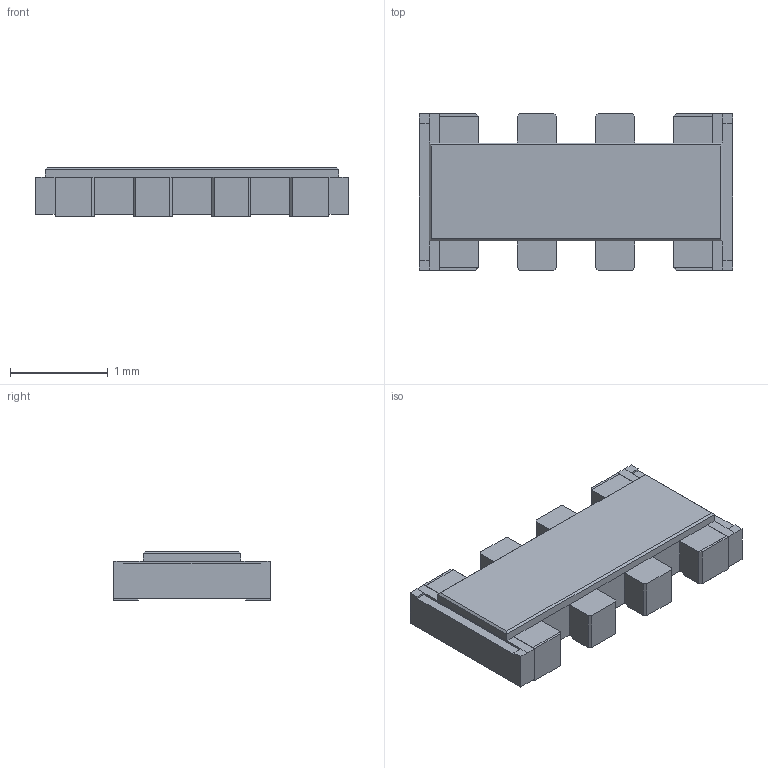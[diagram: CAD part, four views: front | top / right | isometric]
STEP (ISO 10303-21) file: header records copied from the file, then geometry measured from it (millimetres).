
FILE_DESCRIPTION(('for SolidWorks'),'2;1');
FILE_NAME('rescax-8_1.6x3.2x0.8.step' ,'2016-05-06T13:38:32',('Alex'),(''),'Open CASCADE STEP processor 6.6' ,'DipTrace','Unknown');
FILE_SCHEMA(('AUTOMOTIVE_DESIGN { 1 0 10303 214 1 1 1 1 }'));
Length unit declared in the file: millimetre
Products named in the file (1): RESCAX-8_1.6x3.2x0.8
Bounding box: 3.2 x 1.6 x 0.5 mm (x, y, z)
Volume: 2 mm3; surface area: 14.7 mm2
Topology: 1 solids, 1 shells, 150 faces, 364 edges, 216 vertices
Faces by surface type: plane 150
Entity records: 5251 total; most frequent: CARTESIAN_POINT 731, ORIENTED_EDGE 728, DIRECTION 666, EDGE_CURVE 364, LINE 364, VECTOR 364, VERTEX_POINT 216, AXIS2_PLACEMENT_3D 151
